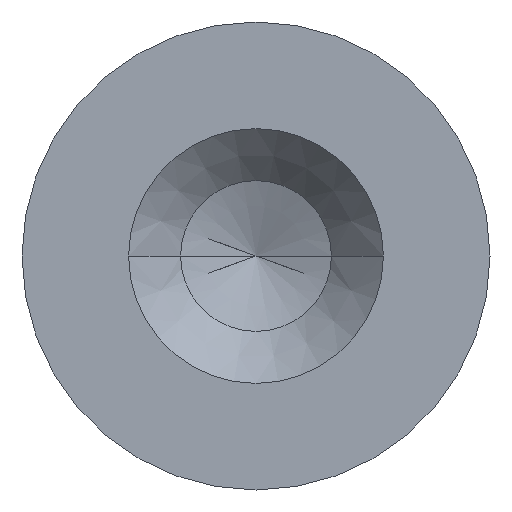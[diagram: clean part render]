
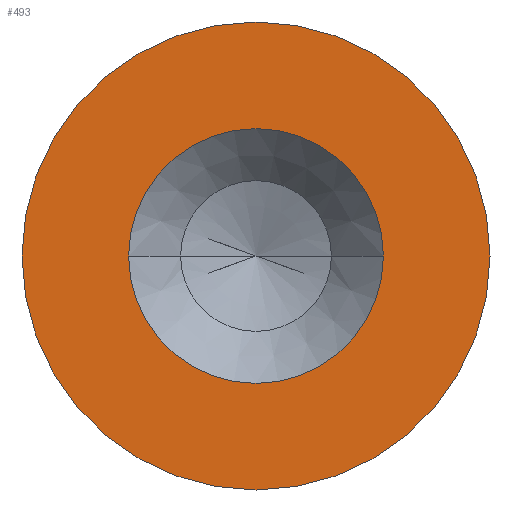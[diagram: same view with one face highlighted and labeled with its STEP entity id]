
A CAD part, front view. The second image highlights one B-rep face of the part: STEP entity #493.
In plain terms, the highlighted planar face has unit normal (0, -1, 0).
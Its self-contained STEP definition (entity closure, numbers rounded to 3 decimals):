
#86=CARTESIAN_POINT('',(-10.273,-0.5,0.));
#87=DIRECTION('',(0.,1.,0.));
#88=DIRECTION('',(-1.,0.,0.));
#89=AXIS2_PLACEMENT_3D('',#86,#87,#88);
#91=CARTESIAN_POINT('',(-10.273,-0.5,0.));
#92=DIRECTION('',(0.,1.,0.));
#93=DIRECTION('',(1.,0.,0.));
#94=AXIS2_PLACEMENT_3D('',#91,#92,#93);
#96=CARTESIAN_POINT('',(-10.273,-0.5,0.));
#97=DIRECTION('',(0.,-1.,0.));
#98=DIRECTION('',(-1.,0.,0.));
#99=AXIS2_PLACEMENT_3D('',#96,#97,#98);
#101=CARTESIAN_POINT('',(-10.273,-0.5,0.));
#102=DIRECTION('',(0.,-1.,0.));
#103=DIRECTION('',(1.,0.,0.));
#104=AXIS2_PLACEMENT_3D('',#101,#102,#103);
#300=CARTESIAN_POINT('',(-8.023,-0.5,0.));
#301=VERTEX_POINT('',#300);
#302=CARTESIAN_POINT('',(-12.523,-0.5,0.));
#303=VERTEX_POINT('',#302);
#304=CARTESIAN_POINT('',(-11.498,-0.5,0.));
#305=CARTESIAN_POINT('',(-9.048,-0.5,0.));
#306=VERTEX_POINT('',#304);
#307=VERTEX_POINT('',#305);
#478=CARTESIAN_POINT('',(-10.273,-0.5,0.));
#479=DIRECTION('',(0.,1.,0.));
#480=DIRECTION('',(1.,0.,0.));
#481=AXIS2_PLACEMENT_3D('',#478,#479,#480);
#482=PLANE('',#481);
#483=ORIENTED_EDGE('',*,*,#471,.T.);
#484=ORIENTED_EDGE('',*,*,#460,.T.);
#485=EDGE_LOOP('',(#483,#484));
#486=FACE_OUTER_BOUND('',#485,.F.);
#488=ORIENTED_EDGE('',*,*,#487,.T.);
#490=ORIENTED_EDGE('',*,*,#489,.T.);
#491=EDGE_LOOP('',(#488,#490));
#492=FACE_BOUND('',#491,.F.);
#90=CIRCLE('',#89,2.25);
#95=CIRCLE('',#94,2.25);
#100=CIRCLE('',#99,1.225);
#105=CIRCLE('',#104,1.225);
#460=EDGE_CURVE('',#301,#303,#95,.T.);
#471=EDGE_CURVE('',#303,#301,#90,.T.);
#487=EDGE_CURVE('',#306,#307,#100,.T.);
#489=EDGE_CURVE('',#307,#306,#105,.T.);
#493=ADVANCED_FACE('',(#486,#492),#482,.F.);
